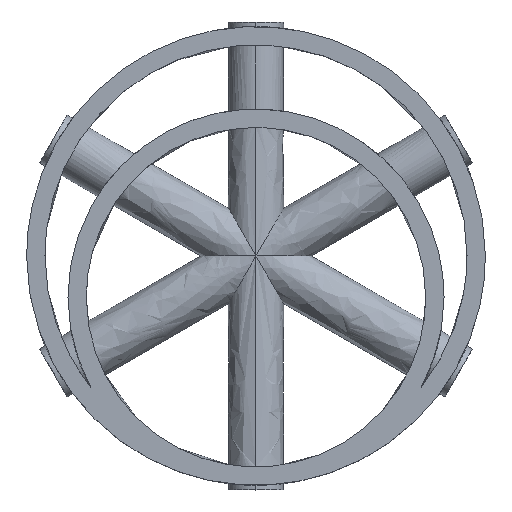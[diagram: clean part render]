
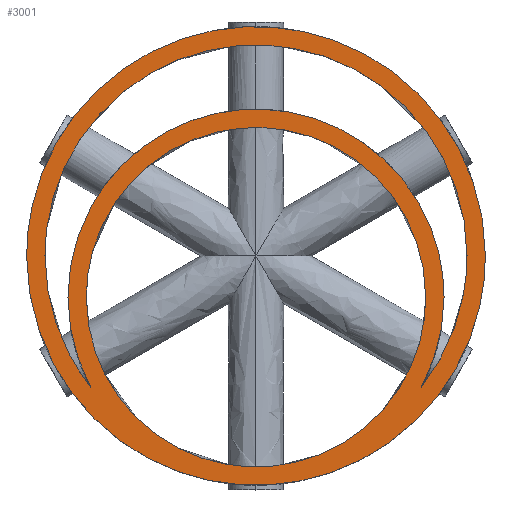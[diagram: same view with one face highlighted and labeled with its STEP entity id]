
A CAD part, top view. The second image highlights one B-rep face of the part: STEP entity #3001.
In plain terms, the highlighted free-form (B-spline) face has degree [1, 1] with [2, 2] control points.
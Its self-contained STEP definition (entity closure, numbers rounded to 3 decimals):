
#1886 = VERTEX_POINT('',#1887);
#1887 = CARTESIAN_POINT('',(46.332,-36.919,
    25.758));
#1903 = VERTEX_POINT('',#1904);
#1904 = CARTESIAN_POINT('',(59.243,0.,
    25.758));
#1909 = EDGE_CURVE('',#1886,#1903,#1910,.T.);
#1910 = ( BOUNDED_CURVE() B_SPLINE_CURVE(2,(#1911,#1912,#1913),
.UNSPECIFIED.,.F.,.F.) B_SPLINE_CURVE_WITH_KNOTS((3,3),(5.61,
6.283),.PIECEWISE_BEZIER_KNOTS.) CURVE() 
GEOMETRIC_REPRESENTATION_ITEM() RATIONAL_B_SPLINE_CURVE((1.,
0.944,1.)) REPRESENTATION_ITEM('') );
#1911 = CARTESIAN_POINT('',(46.332,-36.919,
    25.758));
#1912 = CARTESIAN_POINT('',(59.243,-20.717,
    25.758));
#1913 = CARTESIAN_POINT('',(59.243,0.,
    25.758));
#1936 = VERTEX_POINT('',#1937);
#1937 = CARTESIAN_POINT('',(-59.243,0.,25.758));
#1942 = EDGE_CURVE('',#1903,#1936,#1943,.T.);
#1943 = ( BOUNDED_CURVE() B_SPLINE_CURVE(2,(#1944,#1945,#1946,#1947,
#1948),.UNSPECIFIED.,.F.,.F.) B_SPLINE_CURVE_WITH_KNOTS((3,2,3),(0.,
1.571,3.142),.PIECEWISE_BEZIER_KNOTS.) CURVE() 
GEOMETRIC_REPRESENTATION_ITEM() RATIONAL_B_SPLINE_CURVE((1.,
0.707,1.,0.707,1.)) REPRESENTATION_ITEM('') );
#1944 = CARTESIAN_POINT('',(59.243,0.,25.758));
#1945 = CARTESIAN_POINT('',(59.243,59.243,
    25.758));
#1946 = CARTESIAN_POINT('',(0.,59.243,
    25.758));
#1947 = CARTESIAN_POINT('',(-59.243,59.243,
    25.758));
#1948 = CARTESIAN_POINT('',(-59.243,0.,
    25.758));
#2256 = EDGE_CURVE('',#2257,#2259,#2261,.T.);
#2257 = VERTEX_POINT('',#2258);
#2258 = CARTESIAN_POINT('',(-52.803,-11.591,
    25.758));
#2259 = VERTEX_POINT('',#2260);
#2260 = CARTESIAN_POINT('',(52.803,-11.591,
    25.758));
#2261 = ( BOUNDED_CURVE() B_SPLINE_CURVE(2,(#2262,#2263,#2264,#2265,
#2266),.UNSPECIFIED.,.F.,.F.) B_SPLINE_CURVE_WITH_KNOTS((3,2,3),(
    3.142,4.712,6.283),
.PIECEWISE_BEZIER_KNOTS.) CURVE() GEOMETRIC_REPRESENTATION_ITEM() 
RATIONAL_B_SPLINE_CURVE((1.,0.707,1.,0.707,1.)) 
REPRESENTATION_ITEM('') );
#2262 = CARTESIAN_POINT('',(-52.803,-11.591,
    25.758));
#2263 = CARTESIAN_POINT('',(-52.803,41.212,
    25.758));
#2264 = CARTESIAN_POINT('',(0.,41.212,
    25.758));
#2265 = CARTESIAN_POINT('',(52.803,41.212,
    25.758));
#2266 = CARTESIAN_POINT('',(52.803,-11.591,
    25.758));
#2354 = EDGE_CURVE('',#2355,#2257,#2357,.T.);
#2355 = VERTEX_POINT('',#2356);
#2356 = CARTESIAN_POINT('',(-46.332,-36.919,
    25.758));
#2357 = ( BOUNDED_CURVE() B_SPLINE_CURVE(2,(#2358,#2359,#2360),
.UNSPECIFIED.,.F.,.F.) B_SPLINE_CURVE_WITH_KNOTS((3,3),(2.641,
3.142),.PIECEWISE_BEZIER_KNOTS.) CURVE() 
GEOMETRIC_REPRESENTATION_ITEM() RATIONAL_B_SPLINE_CURVE((1.,
0.969,1.)) REPRESENTATION_ITEM('') );
#2358 = CARTESIAN_POINT('',(-46.332,-36.919,
    25.758));
#2359 = CARTESIAN_POINT('',(-52.803,-25.082,
    25.758));
#2360 = CARTESIAN_POINT('',(-52.803,-11.591,
    25.758));
#2535 = VERTEX_POINT('',#2536);
#2536 = CARTESIAN_POINT('',(-47.652,-11.591,
    25.758));
#2554 = VERTEX_POINT('',#2555);
#2555 = CARTESIAN_POINT('',(47.652,-11.591,
    25.758));
#2560 = EDGE_CURVE('',#2535,#2554,#2561,.T.);
#2561 = ( BOUNDED_CURVE() B_SPLINE_CURVE(2,(#2562,#2563,#2564,#2565,
#2566),.UNSPECIFIED.,.F.,.F.) B_SPLINE_CURVE_WITH_KNOTS((3,2,3),(
    3.142,4.712,6.283),
.PIECEWISE_BEZIER_KNOTS.) CURVE() GEOMETRIC_REPRESENTATION_ITEM() 
RATIONAL_B_SPLINE_CURVE((1.,0.707,1.,0.707,1.)) 
REPRESENTATION_ITEM('') );
#2562 = CARTESIAN_POINT('',(-47.652,-11.591,
    25.758));
#2563 = CARTESIAN_POINT('',(-47.652,-59.243,
    25.758));
#2564 = CARTESIAN_POINT('',(0.,-59.243,
    25.758));
#2565 = CARTESIAN_POINT('',(47.652,-59.243,
    25.758));
#2566 = CARTESIAN_POINT('',(47.652,-11.591,
    25.758));
#2729 = EDGE_CURVE('',#2730,#2732,#2734,.T.);
#2730 = VERTEX_POINT('',#2731);
#2731 = CARTESIAN_POINT('',(64.394,0.,
    25.758));
#2732 = VERTEX_POINT('',#2733);
#2733 = CARTESIAN_POINT('',(-64.394,0.,25.758));
#2734 = ( BOUNDED_CURVE() B_SPLINE_CURVE(2,(#2735,#2736,#2737,#2738,
#2739),.UNSPECIFIED.,.F.,.F.) B_SPLINE_CURVE_WITH_KNOTS((3,2,3),(0.,
1.571,3.142),.PIECEWISE_BEZIER_KNOTS.) CURVE() 
GEOMETRIC_REPRESENTATION_ITEM() RATIONAL_B_SPLINE_CURVE((1.,
0.707,1.,0.707,1.)) REPRESENTATION_ITEM('') );
#2735 = CARTESIAN_POINT('',(64.394,0.,25.758));
#2736 = CARTESIAN_POINT('',(64.394,64.394,
    25.758));
#2737 = CARTESIAN_POINT('',(0.,64.394,
    25.758));
#2738 = CARTESIAN_POINT('',(-64.394,64.394,
    25.758));
#2739 = CARTESIAN_POINT('',(-64.394,0.,
    25.758));
#3001 = ADVANCED_FACE('',(#3002,#3013,#3024),#3042,.T.);
#3002 = FACE_BOUND('',#3003,.T.);
#3003 = EDGE_LOOP('',(#3004,#3012));
#3004 = ORIENTED_EDGE('',*,*,#3005,.T.);
#3005 = EDGE_CURVE('',#2732,#2730,#3006,.T.);
#3006 = ( BOUNDED_CURVE() B_SPLINE_CURVE(2,(#3007,#3008,#3009,#3010,
#3011),.UNSPECIFIED.,.F.,.F.) B_SPLINE_CURVE_WITH_KNOTS((3,2,3),(
    3.142,4.712,6.283),
.PIECEWISE_BEZIER_KNOTS.) CURVE() GEOMETRIC_REPRESENTATION_ITEM() 
RATIONAL_B_SPLINE_CURVE((1.,0.707,1.,0.707,1.)) 
REPRESENTATION_ITEM('') );
#3007 = CARTESIAN_POINT('',(-64.394,0.,
    25.758));
#3008 = CARTESIAN_POINT('',(-64.394,-64.394,
    25.758));
#3009 = CARTESIAN_POINT('',(0.,-64.394,
    25.758));
#3010 = CARTESIAN_POINT('',(64.394,-64.394,
    25.758));
#3011 = CARTESIAN_POINT('',(64.394,0.,
    25.758));
#3012 = ORIENTED_EDGE('',*,*,#2729,.T.);
#3013 = FACE_BOUND('',#3014,.T.);
#3014 = EDGE_LOOP('',(#3015,#3016));
#3015 = ORIENTED_EDGE('',*,*,#2560,.F.);
#3016 = ORIENTED_EDGE('',*,*,#3017,.F.);
#3017 = EDGE_CURVE('',#2554,#2535,#3018,.T.);
#3018 = ( BOUNDED_CURVE() B_SPLINE_CURVE(2,(#3019,#3020,#3021,#3022,
#3023),.UNSPECIFIED.,.F.,.F.) B_SPLINE_CURVE_WITH_KNOTS((3,2,3),(0.,
1.571,3.142),.PIECEWISE_BEZIER_KNOTS.) CURVE() 
GEOMETRIC_REPRESENTATION_ITEM() RATIONAL_B_SPLINE_CURVE((1.,
0.707,1.,0.707,1.)) REPRESENTATION_ITEM('') );
#3019 = CARTESIAN_POINT('',(47.652,-11.591,
    25.758));
#3020 = CARTESIAN_POINT('',(47.652,36.061,
    25.758));
#3021 = CARTESIAN_POINT('',(0.,36.061,
    25.758));
#3022 = CARTESIAN_POINT('',(-47.652,36.061,
    25.758));
#3023 = CARTESIAN_POINT('',(-47.652,-11.591,
    25.758));
#3024 = FACE_BOUND('',#3025,.T.);
#3025 = EDGE_LOOP('',(#3026,#3027,#3033,#3034,#3035,#3041));
#3026 = ORIENTED_EDGE('',*,*,#1909,.F.);
#3027 = ORIENTED_EDGE('',*,*,#3028,.F.);
#3028 = EDGE_CURVE('',#2259,#1886,#3029,.T.);
#3029 = ( BOUNDED_CURVE() B_SPLINE_CURVE(2,(#3030,#3031,#3032),
.UNSPECIFIED.,.F.,.F.) B_SPLINE_CURVE_WITH_KNOTS((3,3),(0.,
0.5),.PIECEWISE_BEZIER_KNOTS.) CURVE() 
GEOMETRIC_REPRESENTATION_ITEM() RATIONAL_B_SPLINE_CURVE((1.,
0.969,1.)) REPRESENTATION_ITEM('') );
#3030 = CARTESIAN_POINT('',(52.803,-11.591,
    25.758));
#3031 = CARTESIAN_POINT('',(52.803,-25.082,
    25.758));
#3032 = CARTESIAN_POINT('',(46.332,-36.919,
    25.758));
#3033 = ORIENTED_EDGE('',*,*,#2256,.F.);
#3034 = ORIENTED_EDGE('',*,*,#2354,.F.);
#3035 = ORIENTED_EDGE('',*,*,#3036,.F.);
#3036 = EDGE_CURVE('',#1936,#2355,#3037,.T.);
#3037 = ( BOUNDED_CURVE() B_SPLINE_CURVE(2,(#3038,#3039,#3040),
.UNSPECIFIED.,.F.,.F.) B_SPLINE_CURVE_WITH_KNOTS((3,3),(3.142,
3.814),.PIECEWISE_BEZIER_KNOTS.) CURVE() 
GEOMETRIC_REPRESENTATION_ITEM() RATIONAL_B_SPLINE_CURVE((1.,
0.944,1.)) REPRESENTATION_ITEM('') );
#3038 = CARTESIAN_POINT('',(-59.243,0.,
    25.758));
#3039 = CARTESIAN_POINT('',(-59.243,-20.717,
    25.758));
#3040 = CARTESIAN_POINT('',(-46.332,-36.919,
    25.758));
#3041 = ORIENTED_EDGE('',*,*,#1942,.F.);
#3042 = B_SPLINE_SURFACE_WITH_KNOTS('',1,1,(
    (#3043,#3044)
    ,(#3045,#3046
    )),.UNSPECIFIED.,.F.,.F.,.F.,(2,2),(2,2),(-50.,50.),(-50.,50.),
  .PIECEWISE_BEZIER_KNOTS.);
#3043 = CARTESIAN_POINT('',(-64.394,-64.394,
    25.758));
#3044 = CARTESIAN_POINT('',(-64.394,64.394,
    25.758));
#3045 = CARTESIAN_POINT('',(64.394,-64.394,
    25.758));
#3046 = CARTESIAN_POINT('',(64.394,64.394,
    25.758));
